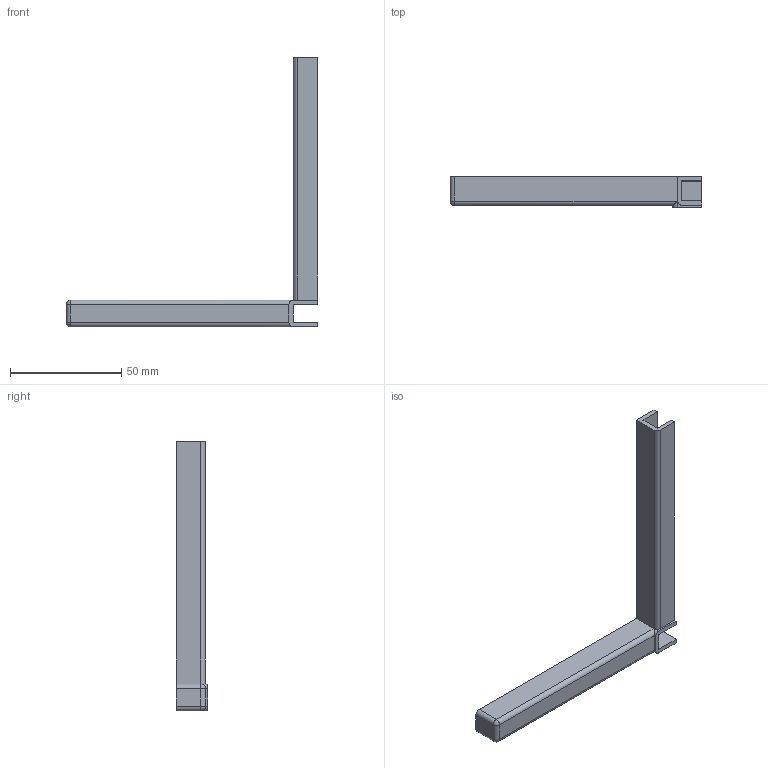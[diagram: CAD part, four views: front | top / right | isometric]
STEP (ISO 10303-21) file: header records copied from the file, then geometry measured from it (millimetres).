
FILE_DESCRIPTION (( 'STEP AP214' ), '1' );
FILE_NAME ('100x300Conduit.STEP', '2023-06-09T21:01:44', ( '' ), ( '' ), 'SwSTEP 2.0', 'SolidWorks 2022', '' );
FILE_SCHEMA (( 'AUTOMOTIVE_DESIGN' ));
Length unit declared in the file: millimetre
Products named in the file (1): 100x300Conduit
Bounding box: 113 x 14 x 121 mm (x, y, z)
Volume: 14049.6 mm3; surface area: 15109 mm2
Topology: 1 solids, 1 shells, 32 faces, 81 edges, 49 vertices
Faces by surface type: plane 22, cylinder 8, sphere 2
Entity records: 961 total; most frequent: CARTESIAN_POINT 167, ORIENTED_EDGE 158, DIRECTION 155, EDGE_CURVE 79, LINE 65, VECTOR 65, VERTEX_POINT 49, AXIS2_PLACEMENT_3D 45
